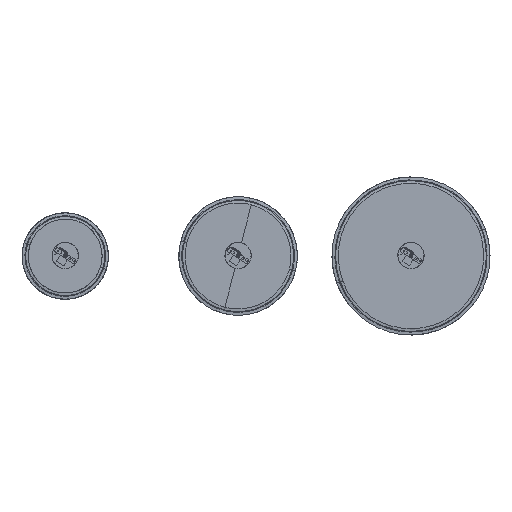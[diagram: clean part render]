
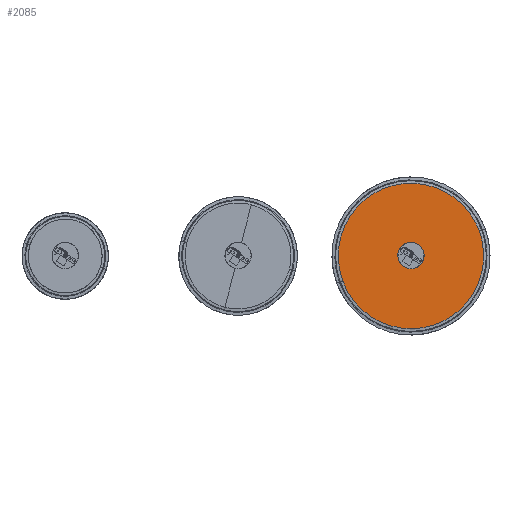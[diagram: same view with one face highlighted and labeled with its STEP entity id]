
A CAD part, top view. The second image highlights one B-rep face of the part: STEP entity #2085.
In plain terms, the highlighted face is planar.
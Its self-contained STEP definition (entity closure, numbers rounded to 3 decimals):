
#946=FACE_BOUND('',#8451,.T.);
#2085=ADVANCED_FACE('',(#5236,#946),#48977,.T.);
#5236=FACE_OUTER_BOUND('',#8450,.T.);
#8450=EDGE_LOOP('',(#15772,#15773));
#8451=EDGE_LOOP('',(#15774,#15775));
#15772=ORIENTED_EDGE('',*,*,#29328,.F.);
#15773=ORIENTED_EDGE('',*,*,#29339,.T.);
#15774=ORIENTED_EDGE('',*,*,#29333,.F.);
#15775=ORIENTED_EDGE('',*,*,#29346,.T.);
#29328=EDGE_CURVE('',#44634,#44635,#41528,.T.);
#29333=EDGE_CURVE('',#44639,#44640,#41531,.T.);
#29339=EDGE_CURVE('',#44634,#44635,#41535,.T.);
#29346=EDGE_CURVE('',#44639,#44640,#41541,.T.);
#41528=(
BOUNDED_CURVE()
B_SPLINE_CURVE(2,(#94211,#94212,#94213,#94214,#94215),.UNSPECIFIED.,.F.,
 .F.)
B_SPLINE_CURVE_WITH_KNOTS((3,2,3),(0.,0.5,1.),.UNSPECIFIED.)
CURVE()
GEOMETRIC_REPRESENTATION_ITEM()
RATIONAL_B_SPLINE_CURVE((1.,0.707,1.,0.707,1.))
REPRESENTATION_ITEM('')
);
#41531=(
BOUNDED_CURVE()
B_SPLINE_CURVE(2,(#94229,#94230,#94231,#94232,#94233),.UNSPECIFIED.,.F.,
 .F.)
B_SPLINE_CURVE_WITH_KNOTS((3,2,3),(0.,0.571,1.142),
 .UNSPECIFIED.)
CURVE()
GEOMETRIC_REPRESENTATION_ITEM()
RATIONAL_B_SPLINE_CURVE((1.,0.707,1.,0.707,1.))
REPRESENTATION_ITEM('')
);
#41535=(
BOUNDED_CURVE()
B_SPLINE_CURVE(2,(#94249,#94250,#94251,#94252,#94253),.UNSPECIFIED.,.F.,
 .F.)
B_SPLINE_CURVE_WITH_KNOTS((3,2,3),(-1.,-0.5,0.),.UNSPECIFIED.)
CURVE()
GEOMETRIC_REPRESENTATION_ITEM()
RATIONAL_B_SPLINE_CURVE((1.,0.707,1.,0.707,1.))
REPRESENTATION_ITEM('')
);
#41541=(
BOUNDED_CURVE()
B_SPLINE_CURVE(2,(#94277,#94278,#94279,#94280,#94281),.UNSPECIFIED.,.F.,
 .F.)
B_SPLINE_CURVE_WITH_KNOTS((3,2,3),(-1.142,-0.571,
0.),.UNSPECIFIED.)
CURVE()
GEOMETRIC_REPRESENTATION_ITEM()
RATIONAL_B_SPLINE_CURVE((1.,0.707,1.,0.707,1.))
REPRESENTATION_ITEM('')
);
#44634=VERTEX_POINT('',#94148);
#44635=VERTEX_POINT('',#94149);
#44639=VERTEX_POINT('',#94153);
#44640=VERTEX_POINT('',#94154);
#48977=PLANE('',#53754);
#53754=AXIS2_PLACEMENT_3D('',#94038,#55732,$);
#55732=DIRECTION('',(0.,1.,0.));
#94038=CARTESIAN_POINT('',(-17.666,0.29,-17.666));
#94148=CARTESIAN_POINT('',(-14.721,0.29,0.));
#94149=CARTESIAN_POINT('',(14.721,0.29,0.));
#94153=CARTESIAN_POINT('',(0.,0.29,-0.285));
#94154=CARTESIAN_POINT('',(0.,0.29,0.285));
#94211=CARTESIAN_POINT('',(-14.721,0.29,0.));
#94212=CARTESIAN_POINT('',(-14.721,0.29,-14.721));
#94213=CARTESIAN_POINT('',(0.,0.29,-14.721));
#94214=CARTESIAN_POINT('',(14.721,0.29,-14.721));
#94215=CARTESIAN_POINT('',(14.721,0.29,0.));
#94229=CARTESIAN_POINT('',(0.,0.29,-0.285));
#94230=CARTESIAN_POINT('',(-0.285,0.29,-0.285));
#94231=CARTESIAN_POINT('',(-0.285,0.29,0.));
#94232=CARTESIAN_POINT('',(-0.285,0.29,0.285));
#94233=CARTESIAN_POINT('',(0.,0.29,0.285));
#94249=CARTESIAN_POINT('',(-14.721,0.29,0.));
#94250=CARTESIAN_POINT('',(-14.721,0.29,14.721));
#94251=CARTESIAN_POINT('',(0.,0.29,14.721));
#94252=CARTESIAN_POINT('',(14.721,0.29,14.721));
#94253=CARTESIAN_POINT('',(14.721,0.29,0.));
#94277=CARTESIAN_POINT('',(0.,0.29,-0.285));
#94278=CARTESIAN_POINT('',(0.285,0.29,-0.285));
#94279=CARTESIAN_POINT('',(0.285,0.29,0.));
#94280=CARTESIAN_POINT('',(0.285,0.29,0.285));
#94281=CARTESIAN_POINT('',(0.,0.29,0.285));
